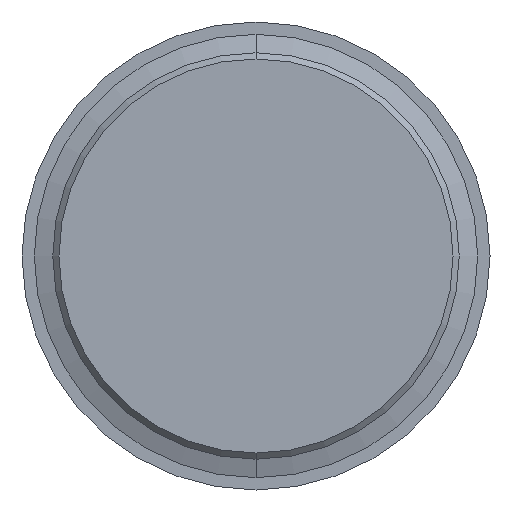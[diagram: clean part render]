
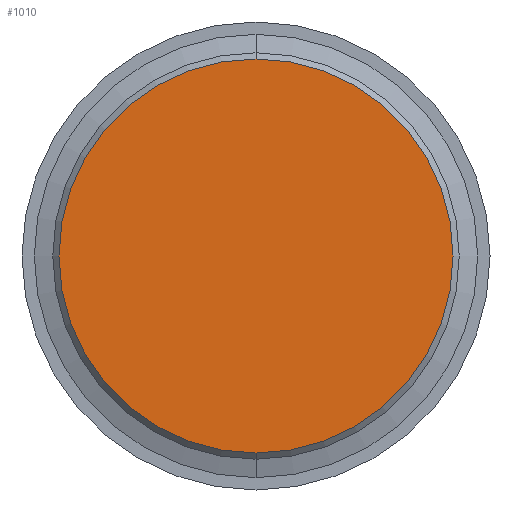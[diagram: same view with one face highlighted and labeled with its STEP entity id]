
A CAD part, front view. The second image highlights one B-rep face of the part: STEP entity #1010.
In plain terms, the highlighted planar face has unit normal (0, -1, 0).
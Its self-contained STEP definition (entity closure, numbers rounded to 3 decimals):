
#1001 = ORIENTED_EDGE ( 'NONE', *, *, #1009, .T. ) ;
#1005 = EDGE_LOOP ( 'NONE', ( #1001, #1020 ) ) ;
#1009 = EDGE_CURVE ( 'NONE', #1358, #1396, #3621, .T. ) ;
#1010 = ADVANCED_FACE ( 'NONE', ( #3625 ), #3644, .F. ) ;
#1020 = ORIENTED_EDGE ( 'NONE', *, *, #1409, .T. ) ;
#1358 = VERTEX_POINT ( 'NONE', #4262 ) ;
#1396 = VERTEX_POINT ( 'NONE', #4324 ) ;
#1409 = EDGE_CURVE ( 'NONE', #1396, #1358, #4337, .T. ) ;
#3621 = CIRCLE ( 'NONE', #3673, 8. ) ;
#3625 = FACE_OUTER_BOUND ( 'NONE', #1005, .T. ) ;
#3630 = AXIS2_PLACEMENT_3D ( 'NONE', #3668, #3667, #3666 ) ;
#3644 = PLANE ( 'NONE',  #3630 ) ;
#3666 = DIRECTION ( 'NONE',  ( 0., 0., 1. ) ) ;
#3667 = DIRECTION ( 'NONE',  ( 0., 1., 0. ) ) ;
#3668 = CARTESIAN_POINT ( 'NONE',  ( 0., 0., 0. ) ) ;
#3670 = DIRECTION ( 'NONE',  ( 0., 0., 1. ) ) ;
#3671 = DIRECTION ( 'NONE',  ( 0., -1., 0. ) ) ;
#3672 = CARTESIAN_POINT ( 'NONE',  ( 0., 0., 0. ) ) ;
#3673 = AXIS2_PLACEMENT_3D ( 'NONE', #3672, #3671, #3670 ) ;
#4262 = CARTESIAN_POINT ( 'NONE',  ( 0., 0., 8. ) ) ;
#4324 = CARTESIAN_POINT ( 'NONE',  ( 0., 0., -8. ) ) ;
#4337 = CIRCLE ( 'NONE', #4371, 8. ) ;
#4353 = DIRECTION ( 'NONE',  ( 0., 0., 1. ) ) ;
#4354 = DIRECTION ( 'NONE',  ( 0., -1., 0. ) ) ;
#4356 = CARTESIAN_POINT ( 'NONE',  ( 0., 0., 0. ) ) ;
#4371 = AXIS2_PLACEMENT_3D ( 'NONE', #4356, #4354, #4353 ) ;
